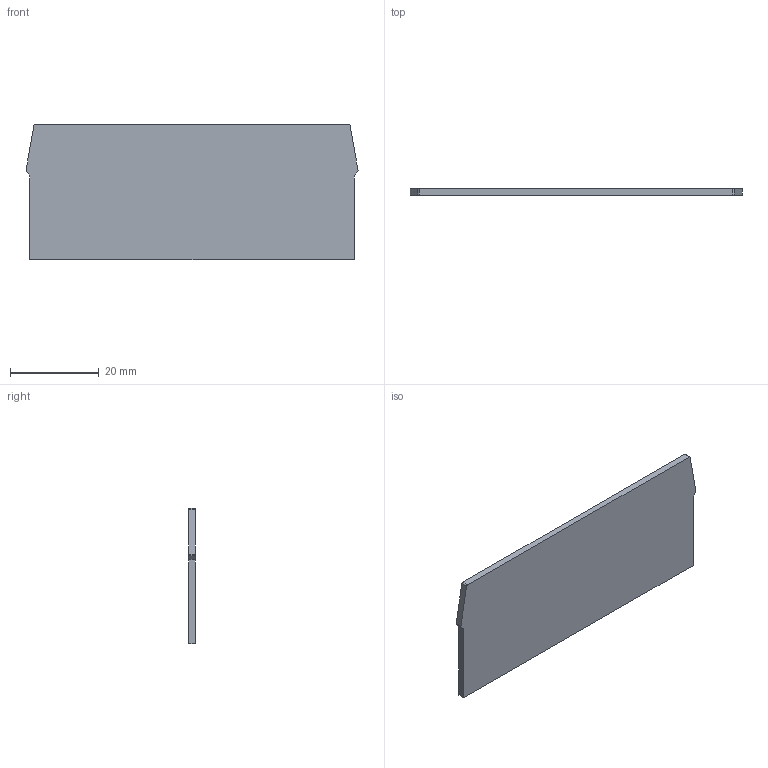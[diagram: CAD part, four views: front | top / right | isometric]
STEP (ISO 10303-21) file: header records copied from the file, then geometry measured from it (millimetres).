
FILE_DESCRIPTION (( 'STEP AP214' ), '1' );
FILE_NAME ('EPCX2.5_4.STEP', '2024-10-31T13:31:59', ( '' ), ( '' ), 'SwSTEP 2.0', 'SolidWorks 2022', '' );
FILE_SCHEMA (( 'AUTOMOTIVE_DESIGN' ));
Length unit declared in the file: millimetre
Products named in the file (1): EPCX2.5_4
Bounding box: 74.7 x 1.5 x 30.5 mm (x, y, z)
Volume: 3339.7 mm3; surface area: 4761.8 mm2
Topology: 1 solids, 1 shells, 18 faces, 50 edges, 34 vertices
Faces by surface type: plane 12, cylinder 6
Entity records: 616 total; most frequent: CARTESIAN_POINT 103, ORIENTED_EDGE 100, DIRECTION 100, EDGE_CURVE 50, LINE 38, VECTOR 38, VERTEX_POINT 34, AXIS2_PLACEMENT_3D 31
